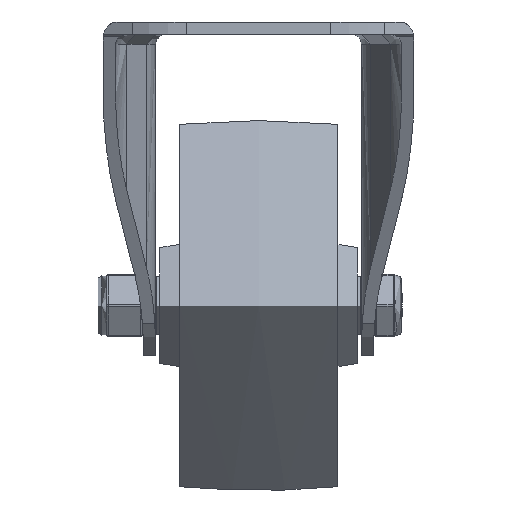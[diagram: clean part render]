
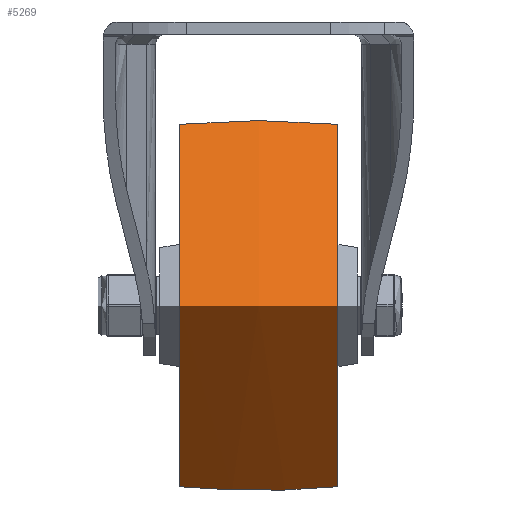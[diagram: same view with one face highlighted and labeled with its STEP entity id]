
A CAD part, left-side view. The second image highlights one B-rep face of the part: STEP entity #5269.
In plain terms, the highlighted free-form (B-spline) face has degree [2, 2] with [3, 9] control points.
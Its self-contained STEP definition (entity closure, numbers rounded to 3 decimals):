
#67=(
BOUNDED_SURFACE()
B_SPLINE_SURFACE(2,2,((#9411,#9412,#9413,#9414,#9415,#9416,#9417,#9418,
#9419),(#9420,#9421,#9422,#9423,#9424,#9425,#9426,#9427,#9428),(#9429,#9430,
#9431,#9432,#9433,#9434,#9435,#9436,#9437)),.UNSPECIFIED.,.F.,.T.,.F.)
B_SPLINE_SURFACE_WITH_KNOTS((3,3),(3,2,2,2,3),(-0.094,0.094),
(-3.142,-1.571,0.,1.571,3.142),
 .UNSPECIFIED.)
GEOMETRIC_REPRESENTATION_ITEM()
RATIONAL_B_SPLINE_SURFACE(((1.,0.707,1.,0.707,1.,
0.707,1.,0.707,1.),(0.996,0.704,
0.996,0.704,0.996,0.704,
0.996,0.704,0.996),(1.,0.707,
1.,0.707,1.,0.707,1.,0.707,1.)))
REPRESENTATION_ITEM('')
SURFACE()
);
#431=FACE_OUTER_BOUND('',#774,.T.);
#774=EDGE_LOOP('',(#3957,#3958,#3959,#3960));
#1973=CIRCLE('',#5779,36.75);
#1974=CIRCLE('',#5780,171.042);
#1975=CIRCLE('',#5781,36.75);
#2309=VERTEX_POINT('',#9438);
#2310=VERTEX_POINT('',#9440);
#2899=EDGE_CURVE('',#2309,#2309,#1973,.T.);
#2900=EDGE_CURVE('',#2309,#2310,#1974,.T.);
#2901=EDGE_CURVE('',#2310,#2310,#1975,.T.);
#3957=ORIENTED_EDGE('',*,*,#2899,.F.);
#3958=ORIENTED_EDGE('',*,*,#2900,.T.);
#3959=ORIENTED_EDGE('',*,*,#2901,.T.);
#3960=ORIENTED_EDGE('',*,*,#2900,.F.);
#5269=ADVANCED_FACE('',(#431),#67,.F.);
#5779=AXIS2_PLACEMENT_3D('',#9439,#6721,#6722);
#5780=AXIS2_PLACEMENT_3D('',#9441,#6723,#6724);
#5781=AXIS2_PLACEMENT_3D('',#9442,#6725,#6726);
#6721=DIRECTION('center_axis',(0.,1.,0.));
#6722=DIRECTION('ref_axis',(0.,0.,1.));
#6723=DIRECTION('center_axis',(-1.,0.,0.));
#6724=DIRECTION('ref_axis',(0.,0.,-1.));
#6725=DIRECTION('center_axis',(0.,1.,0.));
#6726=DIRECTION('ref_axis',(0.,0.,1.));
#9411=CARTESIAN_POINT('Ctrl Pts',(0.,-16.,-36.75));
#9412=CARTESIAN_POINT('Ctrl Pts',(-36.75,-16.,-36.75));
#9413=CARTESIAN_POINT('Ctrl Pts',(-36.75,-16.,0.));
#9414=CARTESIAN_POINT('Ctrl Pts',(-36.75,-16.,36.75));
#9415=CARTESIAN_POINT('Ctrl Pts',(0.,-16.,36.75));
#9416=CARTESIAN_POINT('Ctrl Pts',(36.75,-16.,36.75));
#9417=CARTESIAN_POINT('Ctrl Pts',(36.75,-16.,0.));
#9418=CARTESIAN_POINT('Ctrl Pts',(36.75,-16.,-36.75));
#9419=CARTESIAN_POINT('Ctrl Pts',(0.,-16.,-36.75));
#9420=CARTESIAN_POINT('Ctrl Pts',(0.,0.,-38.253));
#9421=CARTESIAN_POINT('Ctrl Pts',(-38.253,0.,-38.253));
#9422=CARTESIAN_POINT('Ctrl Pts',(-38.253,0.,0.));
#9423=CARTESIAN_POINT('Ctrl Pts',(-38.253,0.,38.253));
#9424=CARTESIAN_POINT('Ctrl Pts',(0.,0.,38.253));
#9425=CARTESIAN_POINT('Ctrl Pts',(38.253,0.,38.253));
#9426=CARTESIAN_POINT('Ctrl Pts',(38.253,0.,0.));
#9427=CARTESIAN_POINT('Ctrl Pts',(38.253,0.,-38.253));
#9428=CARTESIAN_POINT('Ctrl Pts',(0.,0.,-38.253));
#9429=CARTESIAN_POINT('Ctrl Pts',(0.,16.,-36.75));
#9430=CARTESIAN_POINT('Ctrl Pts',(-36.75,16.,-36.75));
#9431=CARTESIAN_POINT('Ctrl Pts',(-36.75,16.,0.));
#9432=CARTESIAN_POINT('Ctrl Pts',(-36.75,16.,36.75));
#9433=CARTESIAN_POINT('Ctrl Pts',(0.,16.,36.75));
#9434=CARTESIAN_POINT('Ctrl Pts',(36.75,16.,36.75));
#9435=CARTESIAN_POINT('Ctrl Pts',(36.75,16.,0.));
#9436=CARTESIAN_POINT('Ctrl Pts',(36.75,16.,-36.75));
#9437=CARTESIAN_POINT('Ctrl Pts',(0.,16.,-36.75));
#9438=CARTESIAN_POINT('',(0.,16.,-36.75));
#9439=CARTESIAN_POINT('Origin',(0.,16.,0.));
#9440=CARTESIAN_POINT('',(0.,-16.,-36.75));
#9441=CARTESIAN_POINT('Origin',(0.,0.,
133.542));
#9442=CARTESIAN_POINT('Origin',(0.,-16.,0.));
